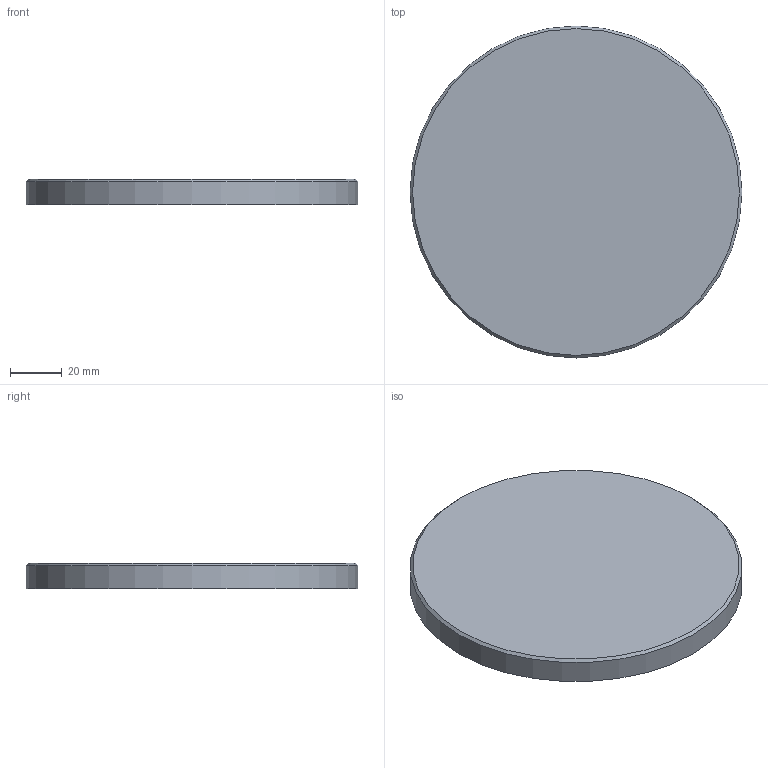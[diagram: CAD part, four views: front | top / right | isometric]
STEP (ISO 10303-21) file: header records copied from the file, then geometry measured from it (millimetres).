
FILE_DESCRIPTION(/* description */ (''),/* implementation_level */ '2;1');
FILE_NAME(/* name */ '434f57a2-168c-4857-b6bf-ea0f3d7fe1c3.stp',/* time_stamp */ '2019-09-09T18:25:06+02:00',/* author */ (''),/* organization */ (''),/* preprocessor_version */ 'ST-DEVELOPER v18',/* originating_system */ 'Autodesk Translation Framework v8.2.0.1029',/* authorisation */ '');
FILE_SCHEMA (('AUTOMOTIVE_DESIGN { 1 0 10303 214 3 1 1 }'));
Length unit declared in the file: millimetre
Products named in the file (1): TopHDPE
Bounding box: 128 x 128 x 10 mm (x, y, z)
Volume: 117905.1 mm3; surface area: 34284.8 mm2
Topology: 1 solids, 1 shells, 61 faces, 173 edges, 115 vertices
Faces by surface type: cylinder 43, plane 17, cone 1
Full cylindrical faces by diameter (mm): 128 x1
Entity records: 2094 total; most frequent: DIRECTION 412, CARTESIAN_POINT 350, ORIENTED_EDGE 346, AXIS2_PLACEMENT_3D 177, EDGE_CURVE 173, CIRCLE 115, VERTEX_POINT 115, EDGE_LOOP 62
